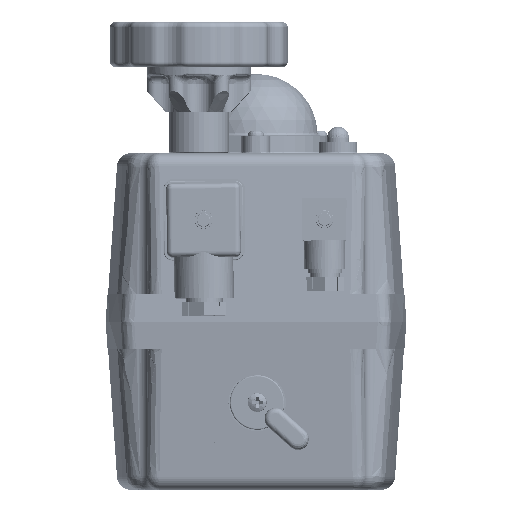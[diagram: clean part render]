
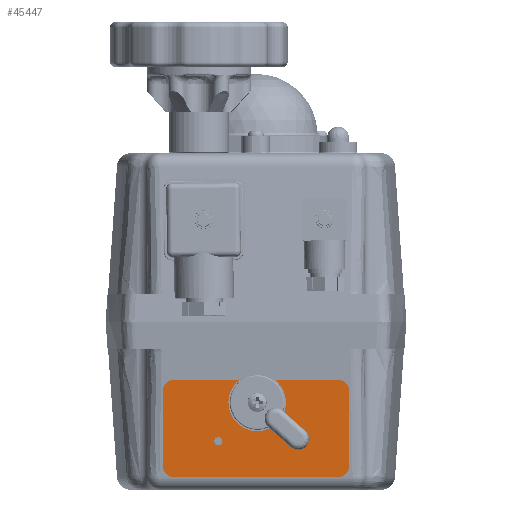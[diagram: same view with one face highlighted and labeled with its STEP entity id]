
A CAD part, left-side view. The second image highlights one B-rep face of the part: STEP entity #45447.
In plain terms, the highlighted planar face has unit normal (-0.998, 0, -0.07).
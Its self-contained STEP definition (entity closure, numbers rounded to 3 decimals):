
#25425 = VERTEX_POINT( '', #73721 );
#26907 = VERTEX_POINT( '', #75358 );
#27297 = VERTEX_POINT( '', #75794 );
#30063 = VERTEX_POINT( '', #78848 );
#30531 = EDGE_CURVE( '', #63235, #67671, #79355, .T. );
#30859 = EDGE_CURVE( '', #61069, #56973, #79721, .T. );
#31349 = EDGE_CURVE( '', #25425, #61069, #80250, .T. );
#31937 = VERTEX_POINT( '', #80898 );
#33881 = VERTEX_POINT( '', #83043 );
#33917 = EDGE_CURVE( '', #30063, #69929, #83083, .T. );
#34273 = EDGE_CURVE( '', #36853, #62007, #83476, .T. );
#34641 = EDGE_CURVE( '', #55413, #69023, #83878, .T. );
#35685 = EDGE_CURVE( '', #31937, #63235, #85035, .T. );
#36853 = VERTEX_POINT( '', #86332 );
#45447 = ADVANCED_FACE( '', ( #95935, #95936, #95937 ), #95938, .F. );
#49137 = VERTEX_POINT( '', #100008 );
#51601 = EDGE_CURVE( '', #27297, #33881, #102738, .T. );
#52273 = EDGE_CURVE( '', #69023, #55413, #103486, .T. );
#53729 = EDGE_CURVE( '', #56973, #31937, #105097, .T. );
#55413 = VERTEX_POINT( '', #106961 );
#56973 = VERTEX_POINT( '', #108657 );
#59695 = EDGE_CURVE( '', #33881, #49137, #111673, .T. );
#61069 = VERTEX_POINT( '', #113186 );
#62007 = VERTEX_POINT( '', #114227 );
#62977 = EDGE_CURVE( '', #26907, #27297, #115309, .T. );
#63235 = VERTEX_POINT( '', #115600 );
#67273 = EDGE_CURVE( '', #69929, #30063, #120089, .T. );
#67671 = VERTEX_POINT( '', #120532 );
#69023 = VERTEX_POINT( '', #122031 );
#69929 = VERTEX_POINT( '', #123040 );
#70099 = EDGE_CURVE( '', #67671, #26907, #123232, .T. );
#70319 = EDGE_CURVE( '', #62007, #49137, #123481, .T. );
#71297 = EDGE_CURVE( '', #25425, #36853, #124577, .T. );
#73721 = CARTESIAN_POINT( '', ( -69.757, -56.941, -21.353 ) );
#75358 = CARTESIAN_POINT( '', ( -67.553, -15.95, -52.876 ) );
#75794 = CARTESIAN_POINT( '', ( -69.478, -15.95, -25.343 ) );
#78848 = CARTESIAN_POINT( '', ( -68.292, -64.56, -42.314 ) );
#79355 = LINE( '', #141536, #141537 );
#79721 = CIRCLE( '', #142199, 4. );
#80250 = LINE( '', #143541, #143542 );
#80898 = CARTESIAN_POINT( '', ( -67.553, -84.05, -52.876 ) );
#83043 = CARTESIAN_POINT( '', ( -69.757, -19.95, -21.353 ) );
#83083 = CIRCLE( '', #150018, 1.5 );
#83476 = ELLIPSE( '', #150657, 10.526, 10.5 );
#83878 = CIRCLE( '', #151776, 1.5 );
#85035 = CIRCLE( '', #154349, 4. );
#86332 = CARTESIAN_POINT( '', ( -69.182, -60.917, -29.58 ) );
#95935 = FACE_OUTER_BOUND( '', #176505, .T. );
#95936 = FACE_BOUND( '', #176506, .T. );
#95937 = FACE_BOUND( '', #176507, .T. );
#95938 = PLANE( '', #176508 );
#100008 = CARTESIAN_POINT( '', ( -69.757, -43.893, -21.353 ) );
#102738 = CIRCLE( '', #192193, 4. );
#103486 = CIRCLE( '', #193627, 1.5 );
#105097 = LINE( '', #196754, #196755 );
#106961 = CARTESIAN_POINT( '', ( -68.292, -36.24, -42.314 ) );
#108657 = CARTESIAN_POINT( '', ( -69.478, -84.05, -25.343 ) );
#111673 = LINE( '', #210397, #210398 );
#113186 = CARTESIAN_POINT( '', ( -69.757, -80.05, -21.353 ) );
#114227 = CARTESIAN_POINT( '', ( -69.182, -39.917, -29.58 ) );
#115309 = LINE( '', #217600, #217601 );
#115600 = CARTESIAN_POINT( '', ( -67.274, -80.05, -56.866 ) );
#120089 = CIRCLE( '', #227414, 1.5 );
#120532 = CARTESIAN_POINT( '', ( -67.274, -19.95, -56.866 ) );
#122031 = CARTESIAN_POINT( '', ( -68.082, -36.24, -45.307 ) );
#123040 = CARTESIAN_POINT( '', ( -68.082, -64.56, -45.307 ) );
#123232 = CIRCLE( '', #233987, 4. );
#123481 = ELLIPSE( '', #234696, 10.526, 10.5 );
#124577 = ELLIPSE( '', #236984, 10.526, 10.5 );
#141536 = CARTESIAN_POINT( '', ( -67.274, -80.05, -56.866 ) );
#141537 = VECTOR( '', #248088, 60.1 );
#142199 = AXIS2_PLACEMENT_3D( '', #248580, #248581, #248582 );
#143541 = CARTESIAN_POINT( '', ( -69.757, -56.941, -21.353 ) );
#143542 = VECTOR( '', #249115, 23.109 );
#150018 = AXIS2_PLACEMENT_3D( '', #252460, #252461, #252462 );
#150657 = AXIS2_PLACEMENT_3D( '', #252962, #252963, #252964 );
#151776 = AXIS2_PLACEMENT_3D( '', #253435, #253436, #253437 );
#154349 = AXIS2_PLACEMENT_3D( '', #254905, #254906, #254907 );
#176505 = EDGE_LOOP( '', ( #268619, #268620, #268621, #268622, #268623, #268624, #268625, #268626, #268627, #268628, #268629, #268630 ) );
#176506 = EDGE_LOOP( '', ( #268631, #268632 ) );
#176507 = EDGE_LOOP( '', ( #268633, #268634 ) );
#176508 = AXIS2_PLACEMENT_3D( '', #268635, #268636, #268637 );
#192193 = AXIS2_PLACEMENT_3D( '', #276887, #276888, #276889 );
#193627 = AXIS2_PLACEMENT_3D( '', #277821, #277822, #277823 );
#196754 = CARTESIAN_POINT( '', ( -69.478, -84.05, -25.343 ) );
#196755 = VECTOR( '', #279782, 27.6 );
#210397 = CARTESIAN_POINT( '', ( -69.757, -19.95, -21.353 ) );
#210398 = VECTOR( '', #287655, 23.943 );
#217600 = CARTESIAN_POINT( '', ( -67.553, -15.95, -52.876 ) );
#217601 = VECTOR( '', #292105, 27.6 );
#227414 = AXIS2_PLACEMENT_3D( '', #298023, #298024, #298025 );
#233987 = AXIS2_PLACEMENT_3D( '', #301932, #301933, #301934 );
#234696 = AXIS2_PLACEMENT_3D( '', #302330, #302331, #302332 );
#236984 = AXIS2_PLACEMENT_3D( '', #303745, #303746, #303747 );
#248088 = DIRECTION( '', ( 0., 1., 0. ) );
#248580 = CARTESIAN_POINT( '', ( -69.478, -80.05, -25.343 ) );
#248581 = DIRECTION( '', ( 0.998, 0., 0.07 ) );
#248582 = DIRECTION( '', ( 0.07, 0., -0.998 ) );
#249115 = DIRECTION( '', ( 0., -1., 0. ) );
#252460 = CARTESIAN_POINT( '', ( -68.187, -64.56, -43.811 ) );
#252461 = DIRECTION( '', ( 0.998, 0., 0.07 ) );
#252462 = DIRECTION( '', ( -0.07, 0., 0.998 ) );
#252962 = CARTESIAN_POINT( '', ( -69.182, -50.417, -29.58 ) );
#252963 = DIRECTION( '', ( 0.998, 0., 0.07 ) );
#252964 = DIRECTION( '', ( 0.07, 0., -0.998 ) );
#253435 = CARTESIAN_POINT( '', ( -68.187, -36.24, -43.811 ) );
#253436 = DIRECTION( '', ( 0.998, 0., 0.07 ) );
#253437 = DIRECTION( '', ( -0.07, 0., 0.998 ) );
#254905 = CARTESIAN_POINT( '', ( -67.553, -80.05, -52.876 ) );
#254906 = DIRECTION( '', ( 0.998, 0., 0.07 ) );
#254907 = DIRECTION( '', ( 0.07, 0., -0.998 ) );
#268619 = ORIENTED_EDGE( '', *, *, #71297, .T. );
#268620 = ORIENTED_EDGE( '', *, *, #34273, .T. );
#268621 = ORIENTED_EDGE( '', *, *, #70319, .T. );
#268622 = ORIENTED_EDGE( '', *, *, #59695, .F. );
#268623 = ORIENTED_EDGE( '', *, *, #51601, .F. );
#268624 = ORIENTED_EDGE( '', *, *, #62977, .F. );
#268625 = ORIENTED_EDGE( '', *, *, #70099, .F. );
#268626 = ORIENTED_EDGE( '', *, *, #30531, .F. );
#268627 = ORIENTED_EDGE( '', *, *, #35685, .F. );
#268628 = ORIENTED_EDGE( '', *, *, #53729, .F. );
#268629 = ORIENTED_EDGE( '', *, *, #30859, .F. );
#268630 = ORIENTED_EDGE( '', *, *, #31349, .F. );
#268631 = ORIENTED_EDGE( '', *, *, #52273, .T. );
#268632 = ORIENTED_EDGE( '', *, *, #34641, .T. );
#268633 = ORIENTED_EDGE( '', *, *, #67273, .T. );
#268634 = ORIENTED_EDGE( '', *, *, #33917, .T. );
#268635 = CARTESIAN_POINT( '', ( -68.516, -50., -39.11 ) );
#268636 = DIRECTION( '', ( 0.998, 0., 0.07 ) );
#268637 = DIRECTION( '', ( 0., 1., 0. ) );
#276887 = CARTESIAN_POINT( '', ( -69.478, -19.95, -25.343 ) );
#276888 = DIRECTION( '', ( 0.998, 0., 0.07 ) );
#276889 = DIRECTION( '', ( 0.07, 0., -0.998 ) );
#277821 = CARTESIAN_POINT( '', ( -68.187, -36.24, -43.811 ) );
#277822 = DIRECTION( '', ( 0.998, 0., 0.07 ) );
#277823 = DIRECTION( '', ( -0.07, 0., 0.998 ) );
#279782 = DIRECTION( '', ( 0.07, 0., -0.998 ) );
#287655 = DIRECTION( '', ( 0., -1., 0. ) );
#292105 = DIRECTION( '', ( -0.07, 0., 0.998 ) );
#298023 = CARTESIAN_POINT( '', ( -68.187, -64.56, -43.811 ) );
#298024 = DIRECTION( '', ( 0.998, 0., 0.07 ) );
#298025 = DIRECTION( '', ( -0.07, 0., 0.998 ) );
#301932 = CARTESIAN_POINT( '', ( -67.553, -19.95, -52.876 ) );
#301933 = DIRECTION( '', ( 0.998, 0., 0.07 ) );
#301934 = DIRECTION( '', ( 0.07, 0., -0.998 ) );
#302330 = CARTESIAN_POINT( '', ( -69.182, -50.417, -29.58 ) );
#302331 = DIRECTION( '', ( 0.998, 0., 0.07 ) );
#302332 = DIRECTION( '', ( 0.07, 0., -0.998 ) );
#303745 = CARTESIAN_POINT( '', ( -69.182, -50.417, -29.58 ) );
#303746 = DIRECTION( '', ( 0.998, 0., 0.07 ) );
#303747 = DIRECTION( '', ( 0.07, 0., -0.998 ) );
